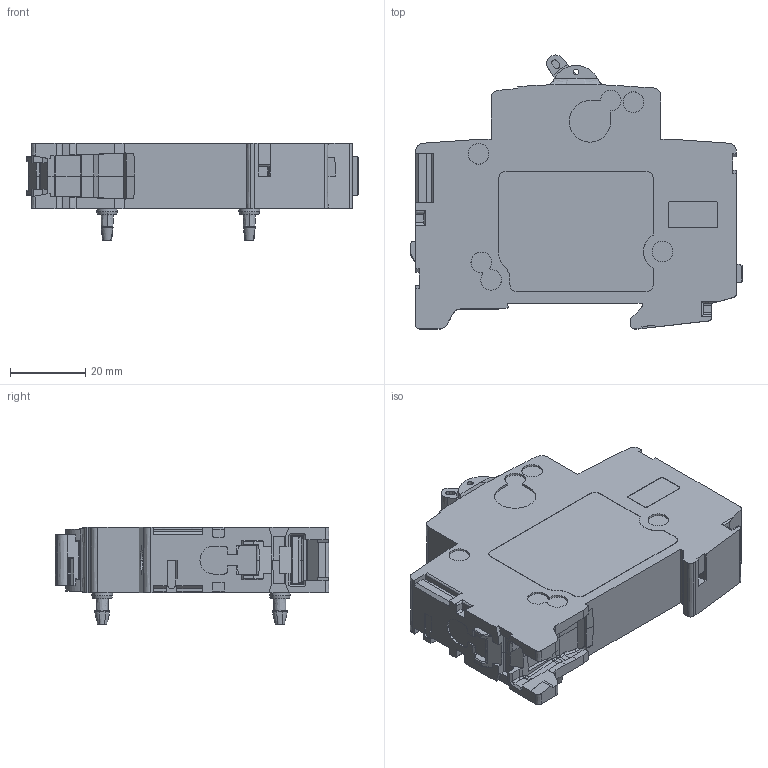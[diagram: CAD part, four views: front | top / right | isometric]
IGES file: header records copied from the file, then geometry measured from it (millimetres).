
Start section:  PTC IGES file: 2cds200909_s2c-ax_mit_abb.igs
Global section: file name: 2cds200909_s2c-ax_mit_abb.igs; native system: Creo Parametric by Parametric Technology Corporation; preprocessor: 2014200; author: DEU121775; organization: Unknown; date: 20150428.074715; units: millimetre
Bounding box: 88 x 72.6 x 25.84 mm (x, y, z)
Volume: 75868.8 mm3; surface area: 16430.5 mm2
Topology: 1 solids, 1 shells, 902 faces, 2459 edges, 1594 vertices
Faces by surface type: bspline 902
